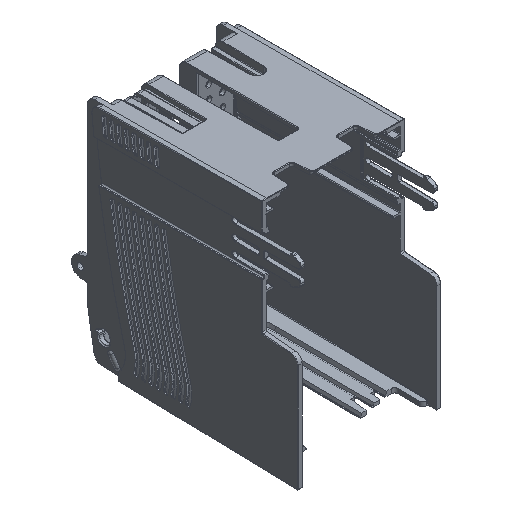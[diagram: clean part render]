
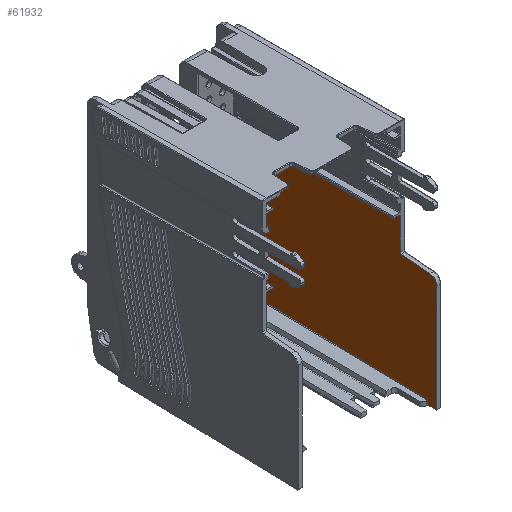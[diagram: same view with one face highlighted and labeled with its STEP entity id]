
A CAD part, isometric view. The second image highlights one B-rep face of the part: STEP entity #61932.
In plain terms, the highlighted planar face has unit normal (-1, -0.009, 0).
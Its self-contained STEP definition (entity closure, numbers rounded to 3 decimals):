
#12829=DIRECTION('',(0.,0.,1.));
#12830=VECTOR('',#12829,1.995);
#12831=CARTESIAN_POINT('',(30.445,-83.813,
-49.984));
#12832=LINE('',#12831,#12830);
#12837=CARTESIAN_POINT('',(30.445,-83.813,
-47.989));
#16975=DIRECTION('',(0.,0.,-1.));
#16976=VECTOR('',#16975,12.942);
#16977=CARTESIAN_POINT('',(30.349,-72.697,
11.114));
#16978=LINE('',#16977,#16976);
#17029=DIRECTION('',(-0.009,1.,-0.005));
#17030=VECTOR('',#17029,63.543);
#17031=CARTESIAN_POINT('',(30.349,-72.697,
11.114));
#17032=LINE('',#17031,#17030);
#17033=DIRECTION('',(-0.009,0.996,0.087));
#17034=VECTOR('',#17033,11.549);
#17035=CARTESIAN_POINT('',(30.453,-84.662,
-3.33));
#17036=LINE('',#17035,#17034);
#17037=CARTESIAN_POINT('',(30.477,-87.402,
-6.318));
#17038=CARTESIAN_POINT('',(30.477,-87.401,
-5.86));
#17039=CARTESIAN_POINT('',(30.475,-87.214,
-5.115));
#17040=CARTESIAN_POINT('',(30.47,-86.655,
-4.253));
#17041=CARTESIAN_POINT('',(30.463,-85.844,
-3.621));
#17042=CARTESIAN_POINT('',(30.457,-85.119,
-3.37));
#17043=CARTESIAN_POINT('',(30.453,-84.662,
-3.33));
#17045=DIRECTION('',(0.,0.,1.));
#17046=VECTOR('',#17045,43.554);
#17047=CARTESIAN_POINT('',(30.477,-87.412,
-49.872));
#17048=LINE('',#17047,#17046);
#17049=CARTESIAN_POINT('',(30.475,-87.207,
-50.072));
#17050=CARTESIAN_POINT('',(30.476,-87.275,
-50.073));
#17051=CARTESIAN_POINT('',(30.476,-87.359,
-50.023));
#17052=CARTESIAN_POINT('',(30.477,-87.412,
-49.94));
#17053=CARTESIAN_POINT('',(30.477,-87.412,
-49.872));
#17055=DIRECTION('',(0.009,-1.,-0.026));
#17056=VECTOR('',#17055,3.395);
#17057=CARTESIAN_POINT('',(30.445,-83.813,
-49.984));
#17058=LINE('',#17057,#17056);
#17059=DIRECTION('',(0.009,-1.,-0.026));
#17060=VECTOR('',#17059,67.429);
#17061=CARTESIAN_POINT('',(29.857,-16.409,
-46.24));
#17062=LINE('',#17061,#17060);
#17068=CARTESIAN_POINT('',(29.877,-18.608,
-34.639));
#17069=CARTESIAN_POINT('',(29.865,-17.307,
-29.642));
#17070=CARTESIAN_POINT('',(29.844,-14.871,
-19.613));
#17071=CARTESIAN_POINT('',(29.816,-11.719,
-4.449));
#17072=CARTESIAN_POINT('',(29.801,-9.955,
5.72));
#17073=CARTESIAN_POINT('',(29.794,-9.157,
10.821));
#17253=DIRECTION('',(0.,0.,1.));
#17254=VECTOR('',#17253,0.91);
#17255=CARTESIAN_POINT('',(29.857,-16.409,
-46.24));
#17256=LINE('',#17255,#17254);
#17277=CARTESIAN_POINT('',(29.77,-6.657,
-37.752));
#17278=DIRECTION('',(-1.,-0.009,0.));
#17279=DIRECTION('',(0.007,-0.79,-0.614));
#17280=AXIS2_PLACEMENT_3D('',#17277,#17278,#17279);
#17425=CARTESIAN_POINT('',(30.349,-72.7,
-1.828));
#17426=CARTESIAN_POINT('',(30.349,-72.7,
-1.981));
#17427=CARTESIAN_POINT('',(30.35,-72.811,
-2.185));
#17428=CARTESIAN_POINT('',(30.351,-73.005,
-2.313));
#17429=CARTESIAN_POINT('',(30.353,-73.157,
-2.326));
#29455=VERTEX_POINT('',#12837);
#29456=CARTESIAN_POINT('',(29.857,-16.409,
-46.24));
#29457=VERTEX_POINT('',#29456);
#29967=CARTESIAN_POINT('',(29.857,-16.409,
-45.33));
#29968=VERTEX_POINT('',#29967);
#29969=CARTESIAN_POINT('',(29.876,-18.608,
-34.639));
#29970=VERTEX_POINT('',#29969);
#30059=CARTESIAN_POINT('',(30.453,-84.662,
-3.33));
#30060=VERTEX_POINT('',#30059);
#30061=VERTEX_POINT('',#17037);
#30065=CARTESIAN_POINT('',(30.477,-87.412,
-49.872));
#30067=VERTEX_POINT('',#30065);
#30068=CARTESIAN_POINT('',(30.475,-87.207,
-50.072));
#30069=VERTEX_POINT('',#30068);
#30133=CARTESIAN_POINT('',(30.353,-73.157,
-2.326));
#30134=VERTEX_POINT('',#30133);
#30144=CARTESIAN_POINT('',(30.349,-72.7,
-1.828));
#30145=VERTEX_POINT('',#30144);
#30160=CARTESIAN_POINT('',(30.445,-83.813,
-49.984));
#30161=VERTEX_POINT('',#30160);
#30857=CARTESIAN_POINT('',(30.349,-72.697,
11.114));
#30858=VERTEX_POINT('',#30857);
#30880=CARTESIAN_POINT('',(29.794,-9.157,
10.821));
#30882=VERTEX_POINT('',#30880);
#61904=CARTESIAN_POINT('',(30.349,-72.701,
-2.286));
#61905=DIRECTION('',(-1.,-0.009,0.));
#61906=DIRECTION('',(0.,0.,1.));
#61907=AXIS2_PLACEMENT_3D('',#61904,#61905,#61906);
#61908=PLANE('',#61907);
#61910=ORIENTED_EDGE('',*,*,#61909,.T.);
#61912=ORIENTED_EDGE('',*,*,#61911,.F.);
#61913=ORIENTED_EDGE('',*,*,#61866,.T.);
#61915=ORIENTED_EDGE('',*,*,#61914,.T.);
#61917=ORIENTED_EDGE('',*,*,#61916,.F.);
#61919=ORIENTED_EDGE('',*,*,#61918,.F.);
#61921=ORIENTED_EDGE('',*,*,#61920,.F.);
#61922=ORIENTED_EDGE('',*,*,#47581,.F.);
#61923=ORIENTED_EDGE('',*,*,#47603,.F.);
#61924=ORIENTED_EDGE('',*,*,#55114,.T.);
#61925=ORIENTED_EDGE('',*,*,#55129,.F.);
#61927=ORIENTED_EDGE('',*,*,#61926,.T.);
#61929=ORIENTED_EDGE('',*,*,#61928,.T.);
#61930=EDGE_LOOP('',(#61910,#61912,#61913,#61915,#61917,#61919,#61921,#61922,
#61923,#61924,#61925,#61927,#61929));
#61931=FACE_OUTER_BOUND('',#61930,.F.);
#17044=B_SPLINE_CURVE_WITH_KNOTS('',3,(#17037,#17038,#17039,#17040,#17041,
#17042,#17043),.UNSPECIFIED.,.F.,.F.,(4,1,1,1,4),(0.,0.25,0.5,0.75,
1.),.UNSPECIFIED.);
#17054=B_SPLINE_CURVE_WITH_KNOTS('',3,(#17049,#17050,#17051,#17052,#17053),
.UNSPECIFIED.,.F.,.F.,(4,1,4),(0.,0.5,1.),.UNSPECIFIED.);
#17074=B_SPLINE_CURVE_WITH_KNOTS('',3,(#17068,#17069,#17070,#17071,#17072,
#17073),.UNSPECIFIED.,.F.,.F.,(4,1,1,4),(0.,0.333,
0.667,1.),.UNSPECIFIED.);
#17281=CIRCLE('',#17280,12.351);
#17430=B_SPLINE_CURVE_WITH_KNOTS('',3,(#17425,#17426,#17427,#17428,#17429),
.UNSPECIFIED.,.F.,.F.,(4,1,4),(0.,0.5,1.),.UNSPECIFIED.);
#47581=EDGE_CURVE('',#30069,#30067,#17054,.T.);
#47603=EDGE_CURVE('',#30161,#30069,#17058,.T.);
#55114=EDGE_CURVE('',#30161,#29455,#12832,.T.);
#55129=EDGE_CURVE('',#29457,#29455,#17062,.T.);
#61866=EDGE_CURVE('',#30858,#30145,#16978,.T.);
#61909=EDGE_CURVE('',#29970,#30882,#17074,.T.);
#61911=EDGE_CURVE('',#30858,#30882,#17032,.T.);
#61914=EDGE_CURVE('',#30145,#30134,#17430,.T.);
#61916=EDGE_CURVE('',#30060,#30134,#17036,.T.);
#61918=EDGE_CURVE('',#30061,#30060,#17044,.T.);
#61920=EDGE_CURVE('',#30067,#30061,#17048,.T.);
#61926=EDGE_CURVE('',#29457,#29968,#17256,.T.);
#61928=EDGE_CURVE('',#29968,#29970,#17281,.T.);
#61932=ADVANCED_FACE('',(#61931),#61908,.T.);
